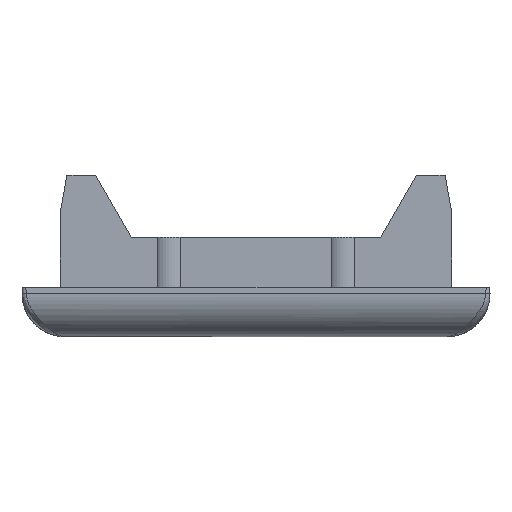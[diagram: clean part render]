
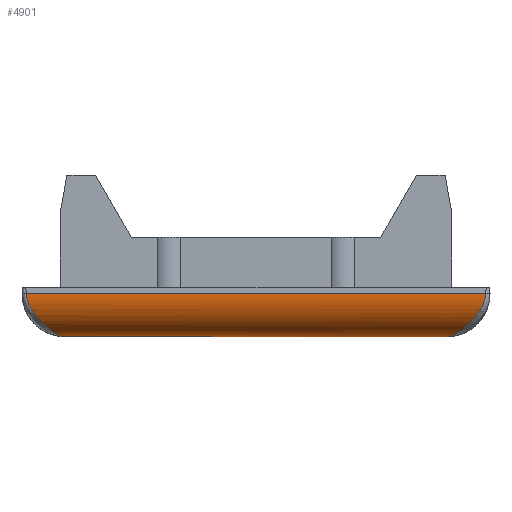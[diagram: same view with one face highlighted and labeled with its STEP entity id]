
A CAD part, left-side view. The second image highlights one B-rep face of the part: STEP entity #4901.
In plain terms, the highlighted cylindrical face has radius 3.5 mm (diameter 7 mm), a partial arc.
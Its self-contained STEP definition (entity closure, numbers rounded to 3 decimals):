
#69 = CARTESIAN_POINT ( 'NONE',  ( -52.666, -17.879, -2.004 ) ) ;
#254 = CARTESIAN_POINT ( 'NONE',  ( -49.5, -18.671, -0.5 ) ) ;
#274 = VERTEX_POINT ( 'NONE', #2392 ) ;
#368 = CARTESIAN_POINT ( 'NONE',  ( -52.383, 17.478, -2.494 ) ) ;
#455 = EDGE_LOOP ( 'NONE', ( #7553, #6880, #6358, #538 ) ) ;
#538 = ORIENTED_EDGE ( 'NONE', *, *, #3922, .T. ) ;
#778 = CARTESIAN_POINT ( 'NONE',  ( -52.383, -17.478, -2.494 ) ) ;
#966 = DIRECTION ( 'NONE',  ( 0., 1., 0. ) ) ;
#1075 = CARTESIAN_POINT ( 'NONE',  ( -52.666, 17.879, -2.004 ) ) ;
#1313 = EDGE_CURVE ( 'NONE', #8195, #5107, #6537, .T. ) ;
#1472 = CARTESIAN_POINT ( 'NONE',  ( -51.989, -17.026, -2.971 ) ) ;
#1771 = CARTESIAN_POINT ( 'NONE',  ( -52.865, 18.207, -1.481 ) ) ;
#1981 = B_SPLINE_CURVE_WITH_KNOTS ( 'NONE', 3,
 ( #8738, #3826, #2438, #7360, #3149, #8077, #3851, #8774, #4558, #368, #5266, #1075, #5983, #1771, #6709, #2464, #7392, #3182 ),
 .UNSPECIFIED., .F., .F.,
 ( 4, 2, 2, 2, 2, 2, 2, 2, 4 ),
 ( 0., 0.125, 0.25, 0.375, 0.5, 0.625, 0.75, 0.875, 1. ),
 .UNSPECIFIED. ) ;
#2127 = CARTESIAN_POINT ( 'NONE',  ( -52.982, -18.416, -0.907 ) ) ;
#2164 = CARTESIAN_POINT ( 'NONE',  ( -51.441, -16.535, -3.424 ) ) ;
#2392 = CARTESIAN_POINT ( 'NONE',  ( -49.5, 15.3, -4. ) ) ;
#2438 = CARTESIAN_POINT ( 'NONE',  ( -50.129, 15.66, -3.956 ) ) ;
#2464 = CARTESIAN_POINT ( 'NONE',  ( -52.982, 18.416, -0.907 ) ) ;
#2852 = CARTESIAN_POINT ( 'NONE',  ( -53., -18.45, -0.5 ) ) ;
#2883 = CARTESIAN_POINT ( 'NONE',  ( -50.709, -16.016, -3.798 ) ) ;
#3038 = VECTOR ( 'NONE', #8579, 1000. ) ;
#3149 = CARTESIAN_POINT ( 'NONE',  ( -50.975, 16.192, -3.685 ) ) ;
#3182 = CARTESIAN_POINT ( 'NONE',  ( -53., 18.45, -0.5 ) ) ;
#3467 = VECTOR ( 'NONE', #4375, 1000. ) ;
#3564 = CARTESIAN_POINT ( 'NONE',  ( -52.914, -18.294, -1.295 ) ) ;
#3596 = CARTESIAN_POINT ( 'NONE',  ( -49.815, -15.48, -4. ) ) ;
#3826 = CARTESIAN_POINT ( 'NONE',  ( -49.815, 15.48, -4. ) ) ;
#3851 = CARTESIAN_POINT ( 'NONE',  ( -51.643, 16.703, -3.277 ) ) ;
#3922 = EDGE_CURVE ( 'NONE', #274, #5107, #9067, .T. ) ;
#4268 = CARTESIAN_POINT ( 'NONE',  ( -52.741, -17.999, -1.835 ) ) ;
#4375 = DIRECTION ( 'NONE',  ( 0., -1., 0. ) ) ;
#4434 = EDGE_CURVE ( 'NONE', #5968, #8195, #6796, .T. ) ;
#4558 = CARTESIAN_POINT ( 'NONE',  ( -52.134, 17.182, -2.813 ) ) ;
#4566 = CYLINDRICAL_SURFACE ( 'NONE', #7874, 3.5 ) ;
#4744 = CARTESIAN_POINT ( 'NONE',  ( -53., -18.45, -0.5 ) ) ;
#4783 = FACE_OUTER_BOUND ( 'NONE', #455, .T. ) ;
#4901 = ADVANCED_FACE ( 'NONE', ( #4783 ), #4566, .T. ) ;
#4976 = CARTESIAN_POINT ( 'NONE',  ( -52.487, -17.619, -2.333 ) ) ;
#4999 = CARTESIAN_POINT ( 'NONE',  ( -49.5, 0., -4. ) ) ;
#5107 = VERTEX_POINT ( 'NONE', #7985 ) ;
#5266 = CARTESIAN_POINT ( 'NONE',  ( -52.487, 17.619, -2.333 ) ) ;
#5684 = CARTESIAN_POINT ( 'NONE',  ( -52.134, -17.182, -2.813 ) ) ;
#5968 = VERTEX_POINT ( 'NONE', #8884 ) ;
#5983 = CARTESIAN_POINT ( 'NONE',  ( -52.741, 17.999, -1.835 ) ) ;
#6358 = ORIENTED_EDGE ( 'NONE', *, *, #7999, .F. ) ;
#6391 = CARTESIAN_POINT ( 'NONE',  ( -51.643, -16.703, -3.277 ) ) ;
#6537 = B_SPLINE_CURVE_WITH_KNOTS ( 'NONE', 3,
 ( #2852, #7076, #2127, #3564, #8478, #4268, #69, #4976, #778, #5684, #1472, #6391, #2164, #7106, #2883, #7806, #3596, #8510 ),
 .UNSPECIFIED., .F., .F.,
 ( 4, 2, 2, 2, 2, 2, 2, 2, 4 ),
 ( 0., 0.125, 0.25, 0.375, 0.5, 0.625, 0.75, 0.875, 1. ),
 .UNSPECIFIED. ) ;
#6709 = CARTESIAN_POINT ( 'NONE',  ( -52.914, 18.294, -1.295 ) ) ;
#6796 = LINE ( 'NONE', #7293, #3038 ) ;
#6880 = ORIENTED_EDGE ( 'NONE', *, *, #4434, .F. ) ;
#7076 = CARTESIAN_POINT ( 'NONE',  ( -53., -18.45, -0.704 ) ) ;
#7106 = CARTESIAN_POINT ( 'NONE',  ( -50.975, -16.192, -3.685 ) ) ;
#7197 = DIRECTION ( 'NONE',  ( -1., 0., 0. ) ) ;
#7293 = CARTESIAN_POINT ( 'NONE',  ( -53., 0., -0.5 ) ) ;
#7360 = CARTESIAN_POINT ( 'NONE',  ( -50.709, 16.016, -3.798 ) ) ;
#7392 = CARTESIAN_POINT ( 'NONE',  ( -53., 18.45, -0.704 ) ) ;
#7553 = ORIENTED_EDGE ( 'NONE', *, *, #1313, .F. ) ;
#7806 = CARTESIAN_POINT ( 'NONE',  ( -50.129, -15.66, -3.956 ) ) ;
#7874 = AXIS2_PLACEMENT_3D ( 'NONE', #254, #966, #7197 ) ;
#7985 = CARTESIAN_POINT ( 'NONE',  ( -49.5, -15.3, -4. ) ) ;
#7999 = EDGE_CURVE ( 'NONE', #274, #5968, #1981, .T. ) ;
#8077 = CARTESIAN_POINT ( 'NONE',  ( -51.441, 16.535, -3.424 ) ) ;
#8195 = VERTEX_POINT ( 'NONE', #4744 ) ;
#8478 = CARTESIAN_POINT ( 'NONE',  ( -52.865, -18.207, -1.481 ) ) ;
#8510 = CARTESIAN_POINT ( 'NONE',  ( -49.5, -15.3, -4. ) ) ;
#8579 = DIRECTION ( 'NONE',  ( 0., -1., 0. ) ) ;
#8738 = CARTESIAN_POINT ( 'NONE',  ( -49.5, 15.3, -4. ) ) ;
#8774 = CARTESIAN_POINT ( 'NONE',  ( -51.989, 17.026, -2.971 ) ) ;
#8884 = CARTESIAN_POINT ( 'NONE',  ( -53., 18.45, -0.5 ) ) ;
#9067 = LINE ( 'NONE', #4999, #3467 ) ;
